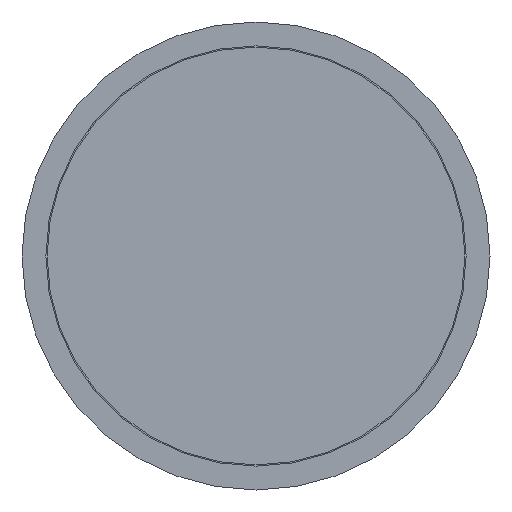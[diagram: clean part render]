
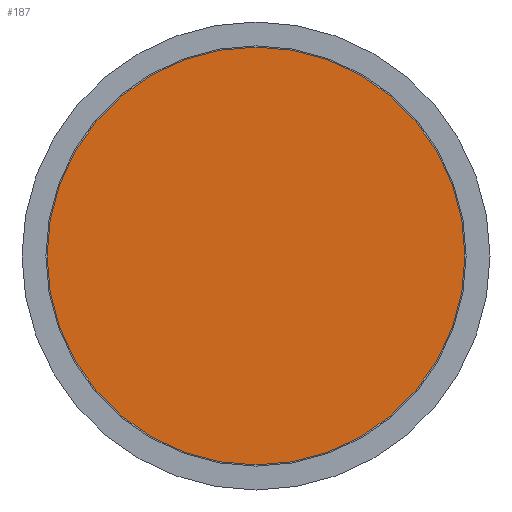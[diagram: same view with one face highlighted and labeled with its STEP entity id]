
A CAD part, front view. The second image highlights one B-rep face of the part: STEP entity #187.
In plain terms, the highlighted planar face has unit normal (0, -1, 0).
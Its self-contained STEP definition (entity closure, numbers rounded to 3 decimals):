
#12 = CARTESIAN_POINT ( 'NONE',  ( -43.75, 0., 0. ) ) ;
#61 = CARTESIAN_POINT ( 'NONE',  ( 0., 0., -43.75 ) ) ;
#74 = PLANE ( 'NONE',  #820 ) ;
#187 = ADVANCED_FACE ( 'NONE', ( #760 ), #74, .F. ) ;
#370 = VERTEX_POINT ( 'NONE', #61 ) ;
#387 = CARTESIAN_POINT ( 'NONE',  ( 0., 0., 0. ) ) ;
#469 = DIRECTION ( 'NONE',  ( 0., 0., -1. ) ) ;
#477 = DIRECTION ( 'NONE',  ( 0., -1., 0. ) ) ;
#726 = EDGE_CURVE ( 'NONE', #370, #370, #885, .T. ) ;
#760 = FACE_OUTER_BOUND ( 'NONE', #771, .T. ) ;
#771 = EDGE_LOOP ( 'NONE', ( #822 ) ) ;
#820 = AXIS2_PLACEMENT_3D ( 'NONE', #12, #905, #863 ) ;
#822 = ORIENTED_EDGE ( 'NONE', *, *, #726, .T. ) ;
#863 = DIRECTION ( 'NONE',  ( 0., 0., 1. ) ) ;
#885 = CIRCLE ( 'NONE', #976, 43.75 ) ;
#905 = DIRECTION ( 'NONE',  ( 0., 1., 0. ) ) ;
#976 = AXIS2_PLACEMENT_3D ( 'NONE', #387, #477, #469 ) ;
